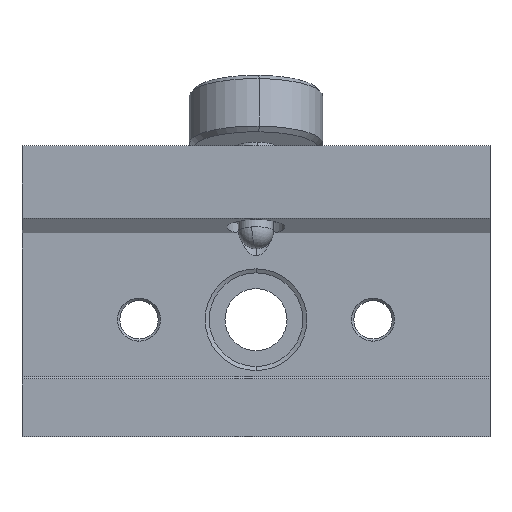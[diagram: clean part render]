
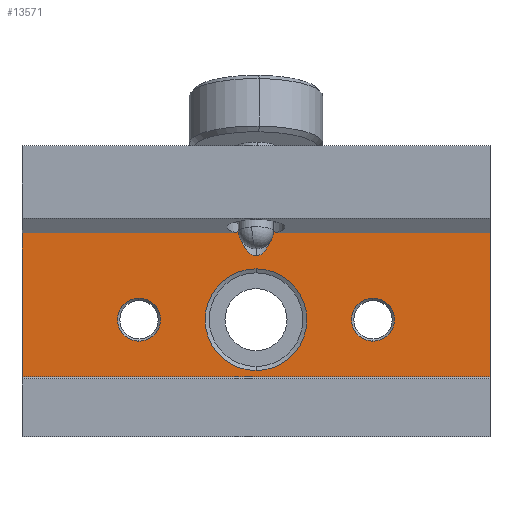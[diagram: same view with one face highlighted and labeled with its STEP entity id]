
A CAD part, front view. The second image highlights one B-rep face of the part: STEP entity #13571.
In plain terms, the highlighted planar face has unit normal (0, -1, 0).
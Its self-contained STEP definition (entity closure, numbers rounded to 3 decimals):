
#121 = EDGE_LOOP ( 'NONE', ( #1670, #12906 ) ) ;
#257 = VECTOR ( 'NONE', #15241, 1000. ) ;
#291 = CARTESIAN_POINT ( 'NONE',  ( 25.4, 5.969, 22.225 ) ) ;
#310 = FACE_BOUND ( 'NONE', #5052, .T. ) ;
#369 = PLANE ( 'NONE',  #2740 ) ;
#469 = EDGE_CURVE ( 'NONE', #5843, #6748, #2526, .T. ) ;
#602 = CARTESIAN_POINT ( 'NONE',  ( -12.7, 5.969, 10.363 ) ) ;
#670 = LINE ( 'NONE', #9154, #13083 ) ;
#707 = ORIENTED_EDGE ( 'NONE', *, *, #2844, .F. ) ;
#731 = VERTEX_POINT ( 'NONE', #291 ) ;
#763 = CARTESIAN_POINT ( 'NONE',  ( 0., 5.969, 12.7 ) ) ;
#832 = AXIS2_PLACEMENT_3D ( 'NONE', #763, #9189, #1956 ) ;
#1092 = CARTESIAN_POINT ( 'NONE',  ( 12.7, 5.969, 10.363 ) ) ;
#1272 = ORIENTED_EDGE ( 'NONE', *, *, #4265, .T. ) ;
#1368 = AXIS2_PLACEMENT_3D ( 'NONE', #9541, #2293, #10756 ) ;
#1614 = CARTESIAN_POINT ( 'NONE',  ( -25.4, 5.969, 22.225 ) ) ;
#1670 = ORIENTED_EDGE ( 'NONE', *, *, #11872, .T. ) ;
#1956 = DIRECTION ( 'NONE',  ( 0., 0., -1. ) ) ;
#2014 = VERTEX_POINT ( 'NONE', #5181 ) ;
#2257 = CARTESIAN_POINT ( 'NONE',  ( -1.955, 5.969, 22.225 ) ) ;
#2293 = DIRECTION ( 'NONE',  ( 0., 1., 0. ) ) ;
#2408 = EDGE_CURVE ( 'NONE', #3918, #5264, #9659, .T. ) ;
#2526 = LINE ( 'NONE', #7106, #5373 ) ;
#2599 = VERTEX_POINT ( 'NONE', #7575 ) ;
#2601 = CARTESIAN_POINT ( 'NONE',  ( 0., 5.969, 7.18 ) ) ;
#2740 = AXIS2_PLACEMENT_3D ( 'NONE', #1614, #10034, #2820 ) ;
#2820 = DIRECTION ( 'NONE',  ( 0., 0., -1. ) ) ;
#2844 = EDGE_CURVE ( 'NONE', #6464, #5778, #5099, .T. ) ;
#2953 = VERTEX_POINT ( 'NONE', #14424 ) ;
#3403 = LINE ( 'NONE', #5640, #257 ) ;
#3416 = CARTESIAN_POINT ( 'NONE',  ( 1.391, 5.969, 20.523 ) ) ;
#3567 = EDGE_CURVE ( 'NONE', #2599, #2953, #670, .T. ) ;
#3848 = CIRCLE ( 'NONE', #832, 5.52 ) ;
#3918 = VERTEX_POINT ( 'NONE', #1092 ) ;
#4258 = ORIENTED_EDGE ( 'NONE', *, *, #10321, .T. ) ;
#4260 = AXIS2_PLACEMENT_3D ( 'NONE', #5352, #13779, #6573 ) ;
#4265 = EDGE_CURVE ( 'NONE', #7739, #12356, #7645, .T. ) ;
#4401 = DIRECTION ( 'NONE',  ( 0., 1., 0. ) ) ;
#4449 = CARTESIAN_POINT ( 'NONE',  ( 12.7, 5.969, 12.7 ) ) ;
#4814 = CARTESIAN_POINT ( 'NONE',  ( 12.7, 5.969, 15.037 ) ) ;
#5052 = EDGE_LOOP ( 'NONE', ( #13151, #7516 ) ) ;
#5099 =( BOUNDED_CURVE ( )  B_SPLINE_CURVE ( 3, ( #15381, #10665, #3416, #11856 ),
 .UNSPECIFIED., .F., .F. ) 
 B_SPLINE_CURVE_WITH_KNOTS ( ( 4, 4 ),
 ( 3.142, 3.805 ),
 .UNSPECIFIED. ) 
 CURVE ( )  GEOMETRIC_REPRESENTATION_ITEM ( )  RATIONAL_B_SPLINE_CURVE ( ( 1., 0.964, 0.964, 1. ) ) 
 REPRESENTATION_ITEM ( '' )  );
#5181 = CARTESIAN_POINT ( 'NONE',  ( -12.7, 5.969, 15.037 ) ) ;
#5264 = VERTEX_POINT ( 'NONE', #4814 ) ;
#5302 = EDGE_CURVE ( 'NONE', #5778, #731, #7431, .T. ) ;
#5352 = CARTESIAN_POINT ( 'NONE',  ( 0., 5.969, 12.7 ) ) ;
#5368 = CARTESIAN_POINT ( 'NONE',  ( -25.4, 5.969, 22.225 ) ) ;
#5373 = VECTOR ( 'NONE', #11089, 1000. ) ;
#5430 = EDGE_CURVE ( 'NONE', #2014, #13702, #10396, .T. ) ;
#5521 = DIRECTION ( 'NONE',  ( 1., 0., 0. ) ) ;
#5640 = CARTESIAN_POINT ( 'NONE',  ( 25.4, 5.969, 22.225 ) ) ;
#5663 = DIRECTION ( 'NONE',  ( 0., 0., -1. ) ) ;
#5778 = VERTEX_POINT ( 'NONE', #5949 ) ;
#5843 = VERTEX_POINT ( 'NONE', #9733 ) ;
#5949 = CARTESIAN_POINT ( 'NONE',  ( 1.955, 5.969, 22.225 ) ) ;
#6045 = CARTESIAN_POINT ( 'NONE',  ( 0., 5.969, 19.624 ) ) ;
#6138 = CARTESIAN_POINT ( 'NONE',  ( -25.4, 5.969, 22.225 ) ) ;
#6339 = EDGE_CURVE ( 'NONE', #13702, #2014, #12008, .T. ) ;
#6360 = DIRECTION ( 'NONE',  ( 0., 1., 0. ) ) ;
#6464 = VERTEX_POINT ( 'NONE', #11793 ) ;
#6573 = DIRECTION ( 'NONE',  ( 0., 0., -1. ) ) ;
#6592 = ORIENTED_EDGE ( 'NONE', *, *, #5302, .F. ) ;
#6748 = VERTEX_POINT ( 'NONE', #12322 ) ;
#7106 = CARTESIAN_POINT ( 'NONE',  ( -25.4, 5.969, 2.823 ) ) ;
#7282 = LINE ( 'NONE', #5368, #10087 ) ;
#7431 = LINE ( 'NONE', #6138, #13430 ) ;
#7516 = ORIENTED_EDGE ( 'NONE', *, *, #6339, .T. ) ;
#7575 = CARTESIAN_POINT ( 'NONE',  ( -25.4, 5.969, 22.225 ) ) ;
#7645 = CIRCLE ( 'NONE', #4260, 5.52 ) ;
#7739 = VERTEX_POINT ( 'NONE', #2601 ) ;
#7855 = ORIENTED_EDGE ( 'NONE', *, *, #3567, .F. ) ;
#8314 = CARTESIAN_POINT ( 'NONE',  ( 0., 5.969, 18.22 ) ) ;
#9154 = CARTESIAN_POINT ( 'NONE',  ( -25.4, 5.969, 22.225 ) ) ;
#9189 = DIRECTION ( 'NONE',  ( 0., 1., 0. ) ) ;
#9523 = FACE_BOUND ( 'NONE', #14640, .T. ) ;
#9541 = CARTESIAN_POINT ( 'NONE',  ( 12.7, 5.969, 12.7 ) ) ;
#9613 = CARTESIAN_POINT ( 'NONE',  ( -1.391, 5.969, 20.523 ) ) ;
#9659 = CIRCLE ( 'NONE', #1368, 2.337 ) ;
#9733 = CARTESIAN_POINT ( 'NONE',  ( -25.4, 5.969, 2.823 ) ) ;
#9899 = FACE_OUTER_BOUND ( 'NONE', #11433, .T. ) ;
#9973 = AXIS2_PLACEMENT_3D ( 'NONE', #11582, #4401, #12795 ) ;
#10034 = DIRECTION ( 'NONE',  ( 0., 1., 0. ) ) ;
#10087 = VECTOR ( 'NONE', #13793, 1000. ) ;
#10321 = EDGE_CURVE ( 'NONE', #6748, #731, #3403, .T. ) ;
#10396 = CIRCLE ( 'NONE', #11824, 2.337 ) ;
#10665 = CARTESIAN_POINT ( 'NONE',  ( 0.715, 5.969, 19.624 ) ) ;
#10682 = ORIENTED_EDGE ( 'NONE', *, *, #12133, .F. ) ;
#10756 = DIRECTION ( 'NONE',  ( 0., 0., -1. ) ) ;
#11089 = DIRECTION ( 'NONE',  ( 1., 0., 0. ) ) ;
#11433 = EDGE_LOOP ( 'NONE', ( #6592, #707, #12235, #7855, #10682, #11785, #4258 ) ) ;
#11529 = EDGE_CURVE ( 'NONE', #2953, #6464, #11807, .T. ) ;
#11582 = CARTESIAN_POINT ( 'NONE',  ( -12.7, 5.969, 12.7 ) ) ;
#11785 = ORIENTED_EDGE ( 'NONE', *, *, #469, .T. ) ;
#11793 = CARTESIAN_POINT ( 'NONE',  ( 0., 5.969, 19.624 ) ) ;
#11807 =( BOUNDED_CURVE ( )  B_SPLINE_CURVE ( 3, ( #2257, #9613, #13244, #6045 ),
 .UNSPECIFIED., .F., .F. ) 
 B_SPLINE_CURVE_WITH_KNOTS ( ( 4, 4 ),
 ( 2.478, 3.142 ),
 .UNSPECIFIED. ) 
 CURVE ( )  GEOMETRIC_REPRESENTATION_ITEM ( )  RATIONAL_B_SPLINE_CURVE ( ( 1., 0.964, 0.964, 1. ) ) 
 REPRESENTATION_ITEM ( '' )  );
#11824 = AXIS2_PLACEMENT_3D ( 'NONE', #13556, #6360, #14727 ) ;
#11856 = CARTESIAN_POINT ( 'NONE',  ( 1.955, 5.969, 22.225 ) ) ;
#11872 = EDGE_CURVE ( 'NONE', #5264, #3918, #14317, .T. ) ;
#12008 = CIRCLE ( 'NONE', #9973, 2.337 ) ;
#12133 = EDGE_CURVE ( 'NONE', #5843, #2599, #7282, .T. ) ;
#12235 = ORIENTED_EDGE ( 'NONE', *, *, #11529, .F. ) ;
#12322 = CARTESIAN_POINT ( 'NONE',  ( 25.4, 5.969, 2.823 ) ) ;
#12356 = VERTEX_POINT ( 'NONE', #8314 ) ;
#12717 = FACE_BOUND ( 'NONE', #121, .T. ) ;
#12795 = DIRECTION ( 'NONE',  ( 0., 0., -1. ) ) ;
#12845 = DIRECTION ( 'NONE',  ( 0., 1., 0. ) ) ;
#12906 = ORIENTED_EDGE ( 'NONE', *, *, #2408, .T. ) ;
#13083 = VECTOR ( 'NONE', #5521, 1000. ) ;
#13151 = ORIENTED_EDGE ( 'NONE', *, *, #5430, .T. ) ;
#13244 = CARTESIAN_POINT ( 'NONE',  ( -0.715, 5.969, 19.624 ) ) ;
#13334 = DIRECTION ( 'NONE',  ( 1., 0., 0. ) ) ;
#13430 = VECTOR ( 'NONE', #13334, 1000. ) ;
#13546 = AXIS2_PLACEMENT_3D ( 'NONE', #4449, #12845, #5663 ) ;
#13556 = CARTESIAN_POINT ( 'NONE',  ( -12.7, 5.969, 12.7 ) ) ;
#13571 = ADVANCED_FACE ( 'NONE', ( #9523, #12717, #310, #9899 ), #369, .F. ) ;
#13702 = VERTEX_POINT ( 'NONE', #602 ) ;
#13779 = DIRECTION ( 'NONE',  ( 0., 1., 0. ) ) ;
#13783 = EDGE_CURVE ( 'NONE', #12356, #7739, #3848, .T. ) ;
#13793 = DIRECTION ( 'NONE',  ( 0., 0., 1. ) ) ;
#13880 = ORIENTED_EDGE ( 'NONE', *, *, #13783, .T. ) ;
#14317 = CIRCLE ( 'NONE', #13546, 2.337 ) ;
#14424 = CARTESIAN_POINT ( 'NONE',  ( -1.955, 5.969, 22.225 ) ) ;
#14640 = EDGE_LOOP ( 'NONE', ( #13880, #1272 ) ) ;
#14727 = DIRECTION ( 'NONE',  ( 0., 0., -1. ) ) ;
#15241 = DIRECTION ( 'NONE',  ( 0., 0., 1. ) ) ;
#15381 = CARTESIAN_POINT ( 'NONE',  ( 0., 5.969, 19.624 ) ) ;
